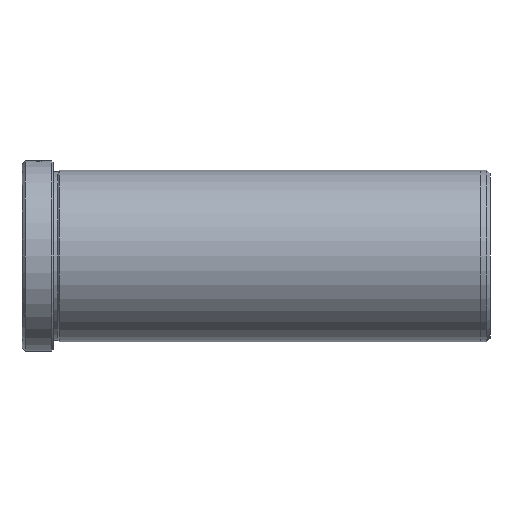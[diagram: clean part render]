
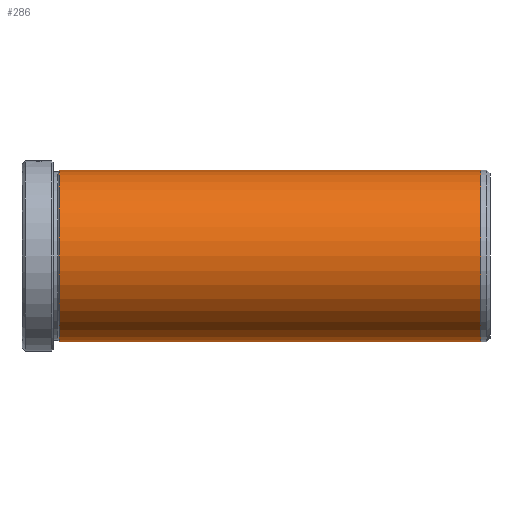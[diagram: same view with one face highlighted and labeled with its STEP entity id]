
A CAD part, left-side view. The second image highlights one B-rep face of the part: STEP entity #286.
In plain terms, the highlighted cylindrical face has radius 27.5 mm (diameter 55 mm), a partial arc.
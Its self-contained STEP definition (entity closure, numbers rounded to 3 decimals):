
#61 = AXIS2_PLACEMENT_3D ( 'NONE', #372, #1358, #526 ) ;
#110 = VERTEX_POINT ( 'NONE', #192 ) ;
#192 = CARTESIAN_POINT ( 'NONE',  ( 0., -12., 27.5 ) ) ;
#222 = CARTESIAN_POINT ( 'NONE',  ( 0., -147., 27.5 ) ) ;
#246 = EDGE_CURVE ( 'NONE', #1681, #871, #975, .T. ) ;
#277 = VECTOR ( 'NONE', #792, 1000. ) ;
#286 = ADVANCED_FACE ( 'NONE', ( #1256 ), #475, .T. ) ;
#317 = CARTESIAN_POINT ( 'NONE',  ( 0., 0., 0. ) ) ;
#372 = CARTESIAN_POINT ( 'NONE',  ( 0., -12., 0. ) ) ;
#475 = CYLINDRICAL_SURFACE ( 'NONE', #1701, 27.5 ) ;
#509 = VERTEX_POINT ( 'NONE', #1467 ) ;
#526 = DIRECTION ( 'NONE',  ( 0., 0., 1. ) ) ;
#607 = ORIENTED_EDGE ( 'NONE', *, *, #1103, .F. ) ;
#781 = CARTESIAN_POINT ( 'NONE',  ( 0., 0., 27.5 ) ) ;
#792 = DIRECTION ( 'NONE',  ( 0., 1., 0. ) ) ;
#871 = VERTEX_POINT ( 'NONE', #1017 ) ;
#907 = DIRECTION ( 'NONE',  ( 0., 1., 0. ) ) ;
#924 = LINE ( 'NONE', #781, #1250 ) ;
#945 = CIRCLE ( 'NONE', #61, 27.5 ) ;
#967 = CARTESIAN_POINT ( 'NONE',  ( 0., -147., 0. ) ) ;
#975 = CIRCLE ( 'NONE', #1227, 27.5 ) ;
#984 = LINE ( 'NONE', #1765, #277 ) ;
#1017 = CARTESIAN_POINT ( 'NONE',  ( 0., -147., -27.5 ) ) ;
#1020 = EDGE_CURVE ( 'NONE', #871, #509, #984, .T. ) ;
#1065 = ORIENTED_EDGE ( 'NONE', *, *, #1020, .F. ) ;
#1103 = EDGE_CURVE ( 'NONE', #509, #110, #945, .T. ) ;
#1227 = AXIS2_PLACEMENT_3D ( 'NONE', #967, #1697, #1705 ) ;
#1250 = VECTOR ( 'NONE', #907, 1000. ) ;
#1256 = FACE_OUTER_BOUND ( 'NONE', #1740, .T. ) ;
#1350 = EDGE_CURVE ( 'NONE', #1681, #110, #924, .T. ) ;
#1357 = ORIENTED_EDGE ( 'NONE', *, *, #1350, .T. ) ;
#1358 = DIRECTION ( 'NONE',  ( 0., 1., 0. ) ) ;
#1370 = ORIENTED_EDGE ( 'NONE', *, *, #246, .F. ) ;
#1467 = CARTESIAN_POINT ( 'NONE',  ( 0., -12., -27.5 ) ) ;
#1681 = VERTEX_POINT ( 'NONE', #222 ) ;
#1697 = DIRECTION ( 'NONE',  ( 0., -1., 0. ) ) ;
#1701 = AXIS2_PLACEMENT_3D ( 'NONE', #317, #1717, #1830 ) ;
#1705 = DIRECTION ( 'NONE',  ( 0., 0., -1. ) ) ;
#1717 = DIRECTION ( 'NONE',  ( 0., 1., 0. ) ) ;
#1740 = EDGE_LOOP ( 'NONE', ( #1065, #1370, #1357, #607 ) ) ;
#1765 = CARTESIAN_POINT ( 'NONE',  ( 0., 0., -27.5 ) ) ;
#1830 = DIRECTION ( 'NONE',  ( 0., 0., 1. ) ) ;
